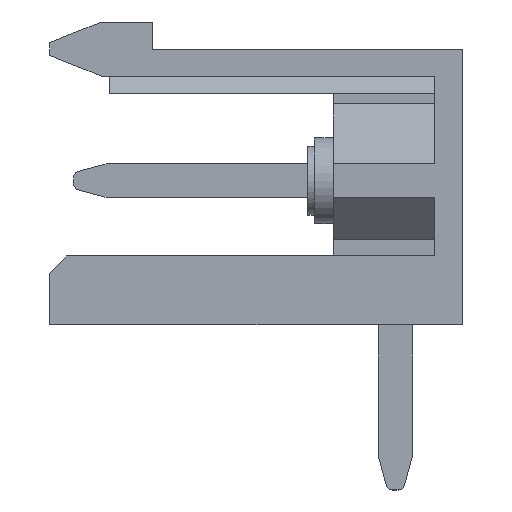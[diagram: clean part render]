
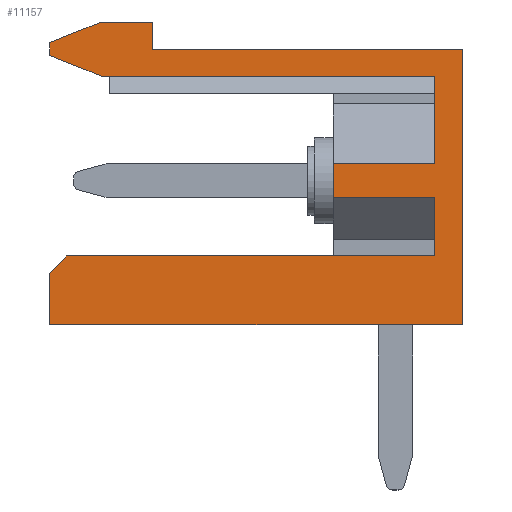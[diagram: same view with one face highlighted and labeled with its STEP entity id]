
A CAD part, left-side view. The second image highlights one B-rep face of the part: STEP entity #11157.
In plain terms, the highlighted planar face has unit normal (-1, 0, 0).
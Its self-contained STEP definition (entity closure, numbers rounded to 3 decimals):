
#378 = VECTOR ( 'NONE', #11553, 1000. ) ;
#493 = DIRECTION ( 'NONE',  ( 0., -0.928, 0.371 ) ) ;
#604 = LINE ( 'NONE', #9485, #9275 ) ;
#805 = CARTESIAN_POINT ( 'NONE',  ( 0., 0., 0. ) ) ;
#918 = VERTEX_POINT ( 'NONE', #20310 ) ;
#920 = LINE ( 'NONE', #21912, #378 ) ;
#1052 = VECTOR ( 'NONE', #2158, 1000. ) ;
#1114 = VERTEX_POINT ( 'NONE', #10648 ) ;
#1159 = ORIENTED_EDGE ( 'NONE', *, *, #13256, .F. ) ;
#1261 = AXIS2_PLACEMENT_3D ( 'NONE', #3298, #8519, #20723 ) ;
#1291 = CARTESIAN_POINT ( 'NONE',  ( 0., 3.75, -3.31 ) ) ;
#2075 = CARTESIAN_POINT ( 'NONE',  ( 0., 12., -0.17 ) ) ;
#2158 = DIRECTION ( 'NONE',  ( 0., 1., 0. ) ) ;
#2422 = CARTESIAN_POINT ( 'NONE',  ( 0., 12., -8. ) ) ;
#2434 = EDGE_CURVE ( 'NONE', #16923, #1114, #3373, .T. ) ;
#2566 = DIRECTION ( 'NONE',  ( 0., 0., 1. ) ) ;
#2788 = VERTEX_POINT ( 'NONE', #12002 ) ;
#3298 = CARTESIAN_POINT ( 'NONE',  ( 0., 0., 0. ) ) ;
#3309 = VECTOR ( 'NONE', #493, 1000. ) ;
#3373 = LINE ( 'NONE', #11888, #21359 ) ;
#3390 = ORIENTED_EDGE ( 'NONE', *, *, #21171, .T. ) ;
#3861 = LINE ( 'NONE', #12614, #3309 ) ;
#3874 = VECTOR ( 'NONE', #12860, 1000. ) ;
#4016 = CARTESIAN_POINT ( 'NONE',  ( 0., 0.8, -4.31 ) ) ;
#4617 = CARTESIAN_POINT ( 'NONE',  ( 0., 0.8, -3.31 ) ) ;
#4731 = VERTEX_POINT ( 'NONE', #18554 ) ;
#4838 = CARTESIAN_POINT ( 'NONE',  ( 0., 3.75, -4.31 ) ) ;
#4927 = VECTOR ( 'NONE', #14392, 1000. ) ;
#5088 = LINE ( 'NONE', #7206, #18470 ) ;
#5276 = VERTEX_POINT ( 'NONE', #4016 ) ;
#5636 = LINE ( 'NONE', #19880, #10246 ) ;
#5739 = VECTOR ( 'NONE', #18137, 1000. ) ;
#6057 = VECTOR ( 'NONE', #9647, 1000. ) ;
#6276 = CARTESIAN_POINT ( 'NONE',  ( 0., 0.8, -0.77 ) ) ;
#6549 = EDGE_CURVE ( 'NONE', #14300, #9547, #8455, .T. ) ;
#6767 = PLANE ( 'NONE',  #1261 ) ;
#6865 = EDGE_CURVE ( 'NONE', #7681, #2788, #15262, .T. ) ;
#7004 = ORIENTED_EDGE ( 'NONE', *, *, #19053, .F. ) ;
#7206 = CARTESIAN_POINT ( 'NONE',  ( 0., 3.75, -4.31 ) ) ;
#7264 = LINE ( 'NONE', #19994, #7810 ) ;
#7278 = DIRECTION ( 'NONE',  ( 0., -1., 0. ) ) ;
#7657 = DIRECTION ( 'NONE',  ( 0., -1., 0. ) ) ;
#7681 = VERTEX_POINT ( 'NONE', #2075 ) ;
#7737 = VECTOR ( 'NONE', #21645, 1000. ) ;
#7778 = CARTESIAN_POINT ( 'NONE',  ( 0., 11.5, -6. ) ) ;
#7781 = ORIENTED_EDGE ( 'NONE', *, *, #2434, .F. ) ;
#7810 = VECTOR ( 'NONE', #2566, 1000. ) ;
#7819 = EDGE_CURVE ( 'NONE', #18612, #17536, #13030, .T. ) ;
#8387 = VECTOR ( 'NONE', #11030, 1000. ) ;
#8455 = LINE ( 'NONE', #2422, #3874 ) ;
#8484 = CARTESIAN_POINT ( 'NONE',  ( 0., 0.8, -6. ) ) ;
#8519 = DIRECTION ( 'NONE',  ( 1., 0., 0. ) ) ;
#8858 = ORIENTED_EDGE ( 'NONE', *, *, #13976, .T. ) ;
#8905 = CARTESIAN_POINT ( 'NONE',  ( 0., 12., -6.5 ) ) ;
#9118 = CARTESIAN_POINT ( 'NONE',  ( 0., 9.01, 0. ) ) ;
#9275 = VECTOR ( 'NONE', #16531, 1000. ) ;
#9485 = CARTESIAN_POINT ( 'NONE',  ( 0., 12., -0.17 ) ) ;
#9547 = VERTEX_POINT ( 'NONE', #8905 ) ;
#9647 = DIRECTION ( 'NONE',  ( 0., 0., -1. ) ) ;
#9651 = FACE_OUTER_BOUND ( 'NONE', #18234, .T. ) ;
#10078 = CARTESIAN_POINT ( 'NONE',  ( 0., 10.5, 0.8 ) ) ;
#10082 = CARTESIAN_POINT ( 'NONE',  ( 0., 11.5, -6. ) ) ;
#10112 = ORIENTED_EDGE ( 'NONE', *, *, #11489, .T. ) ;
#10246 = VECTOR ( 'NONE', #7657, 1000. ) ;
#10571 = VECTOR ( 'NONE', #11863, 1000. ) ;
#10648 = CARTESIAN_POINT ( 'NONE',  ( 0., 9.01, 0. ) ) ;
#10895 = CARTESIAN_POINT ( 'NONE',  ( 0., 0., 0. ) ) ;
#11030 = DIRECTION ( 'NONE',  ( 0., -1., 0. ) ) ;
#11157 = ADVANCED_FACE ( 'NONE', ( #9651 ), #6767, .F. ) ;
#11171 = CARTESIAN_POINT ( 'NONE',  ( 0., 0., -8. ) ) ;
#11489 = EDGE_CURVE ( 'NONE', #18612, #9547, #21107, .T. ) ;
#11553 = DIRECTION ( 'NONE',  ( 0., 0., 1. ) ) ;
#11863 = DIRECTION ( 'NONE',  ( 0., -1., 0. ) ) ;
#11888 = CARTESIAN_POINT ( 'NONE',  ( 0., 9.01, 0.8 ) ) ;
#12002 = CARTESIAN_POINT ( 'NONE',  ( 0., 12., 0.2 ) ) ;
#12081 = VECTOR ( 'NONE', #12648, 1000. ) ;
#12120 = ORIENTED_EDGE ( 'NONE', *, *, #19002, .F. ) ;
#12459 = CARTESIAN_POINT ( 'NONE',  ( 0., 10.5, -0.77 ) ) ;
#12614 = CARTESIAN_POINT ( 'NONE',  ( 0., 10.5, 0.8 ) ) ;
#12648 = DIRECTION ( 'NONE',  ( 0., 0., -1. ) ) ;
#12806 = ORIENTED_EDGE ( 'NONE', *, *, #6865, .F. ) ;
#12860 = DIRECTION ( 'NONE',  ( 0., 0., 1. ) ) ;
#12927 = ORIENTED_EDGE ( 'NONE', *, *, #14030, .F. ) ;
#13030 = LINE ( 'NONE', #18044, #8387 ) ;
#13085 = LINE ( 'NONE', #9118, #4927 ) ;
#13256 = EDGE_CURVE ( 'NONE', #20215, #4731, #16749, .T. ) ;
#13318 = ORIENTED_EDGE ( 'NONE', *, *, #21469, .F. ) ;
#13719 = ORIENTED_EDGE ( 'NONE', *, *, #20676, .F. ) ;
#13762 = DIRECTION ( 'NONE',  ( 0., 0., 1. ) ) ;
#13916 = ORIENTED_EDGE ( 'NONE', *, *, #17841, .F. ) ;
#13976 = EDGE_CURVE ( 'NONE', #19207, #19242, #15316, .T. ) ;
#14030 = EDGE_CURVE ( 'NONE', #17536, #5276, #920, .T. ) ;
#14300 = VERTEX_POINT ( 'NONE', #15929 ) ;
#14392 = DIRECTION ( 'NONE',  ( 0., -1., 0. ) ) ;
#15001 = LINE ( 'NONE', #11171, #5739 ) ;
#15194 = LINE ( 'NONE', #10078, #10571 ) ;
#15262 = LINE ( 'NONE', #18981, #19944 ) ;
#15316 = LINE ( 'NONE', #21760, #6057 ) ;
#15699 = CARTESIAN_POINT ( 'NONE',  ( 0., 9.01, 0.8 ) ) ;
#15929 = CARTESIAN_POINT ( 'NONE',  ( 0., 12., -8. ) ) ;
#15933 = ORIENTED_EDGE ( 'NONE', *, *, #6549, .F. ) ;
#16128 = VERTEX_POINT ( 'NONE', #4617 ) ;
#16531 = DIRECTION ( 'NONE',  ( 0., 0.928, 0.371 ) ) ;
#16749 = LINE ( 'NONE', #10895, #12081 ) ;
#16923 = VERTEX_POINT ( 'NONE', #15699 ) ;
#17519 = ORIENTED_EDGE ( 'NONE', *, *, #20422, .F. ) ;
#17536 = VERTEX_POINT ( 'NONE', #8484 ) ;
#17841 = EDGE_CURVE ( 'NONE', #19207, #16128, #5636, .T. ) ;
#18044 = CARTESIAN_POINT ( 'NONE',  ( 0., 0.8, -6. ) ) ;
#18137 = DIRECTION ( 'NONE',  ( 0., 1., 0. ) ) ;
#18234 = EDGE_LOOP ( 'NONE', ( #22372, #10112, #15933, #12120, #1159, #21680, #7781, #17519, #19735, #12806, #7004, #13719, #13318, #13916, #8858, #3390, #12927 ) ) ;
#18470 = VECTOR ( 'NONE', #7278, 1000. ) ;
#18554 = CARTESIAN_POINT ( 'NONE',  ( 0., 0., -8. ) ) ;
#18612 = VERTEX_POINT ( 'NONE', #10082 ) ;
#18889 = EDGE_CURVE ( 'NONE', #1114, #20215, #13085, .T. ) ;
#18901 = EDGE_CURVE ( 'NONE', #2788, #19583, #3861, .T. ) ;
#18981 = CARTESIAN_POINT ( 'NONE',  ( 0., 12., -0.17 ) ) ;
#19002 = EDGE_CURVE ( 'NONE', #4731, #14300, #15001, .T. ) ;
#19053 = EDGE_CURVE ( 'NONE', #918, #7681, #604, .T. ) ;
#19138 = VERTEX_POINT ( 'NONE', #6276 ) ;
#19207 = VERTEX_POINT ( 'NONE', #1291 ) ;
#19242 = VERTEX_POINT ( 'NONE', #4838 ) ;
#19583 = VERTEX_POINT ( 'NONE', #21450 ) ;
#19597 = LINE ( 'NONE', #12459, #1052 ) ;
#19735 = ORIENTED_EDGE ( 'NONE', *, *, #18901, .F. ) ;
#19880 = CARTESIAN_POINT ( 'NONE',  ( 0., 3.75, -3.31 ) ) ;
#19944 = VECTOR ( 'NONE', #13762, 1000. ) ;
#19994 = CARTESIAN_POINT ( 'NONE',  ( 0., 0.8, -0.77 ) ) ;
#20215 = VERTEX_POINT ( 'NONE', #805 ) ;
#20310 = CARTESIAN_POINT ( 'NONE',  ( 0., 10.5, -0.77 ) ) ;
#20422 = EDGE_CURVE ( 'NONE', #19583, #16923, #15194, .T. ) ;
#20676 = EDGE_CURVE ( 'NONE', #19138, #918, #19597, .T. ) ;
#20723 = DIRECTION ( 'NONE',  ( 0., 0., -1. ) ) ;
#21107 = LINE ( 'NONE', #7778, #7737 ) ;
#21171 = EDGE_CURVE ( 'NONE', #19242, #5276, #5088, .T. ) ;
#21359 = VECTOR ( 'NONE', #22304, 1000. ) ;
#21450 = CARTESIAN_POINT ( 'NONE',  ( 0., 10.5, 0.8 ) ) ;
#21469 = EDGE_CURVE ( 'NONE', #16128, #19138, #7264, .T. ) ;
#21645 = DIRECTION ( 'NONE',  ( 0., 0.707, -0.707 ) ) ;
#21680 = ORIENTED_EDGE ( 'NONE', *, *, #18889, .F. ) ;
#21760 = CARTESIAN_POINT ( 'NONE',  ( 0., 3.75, -3.31 ) ) ;
#21912 = CARTESIAN_POINT ( 'NONE',  ( 0., 0.8, -0.77 ) ) ;
#22304 = DIRECTION ( 'NONE',  ( 0., 0., -1. ) ) ;
#22372 = ORIENTED_EDGE ( 'NONE', *, *, #7819, .F. ) ;
